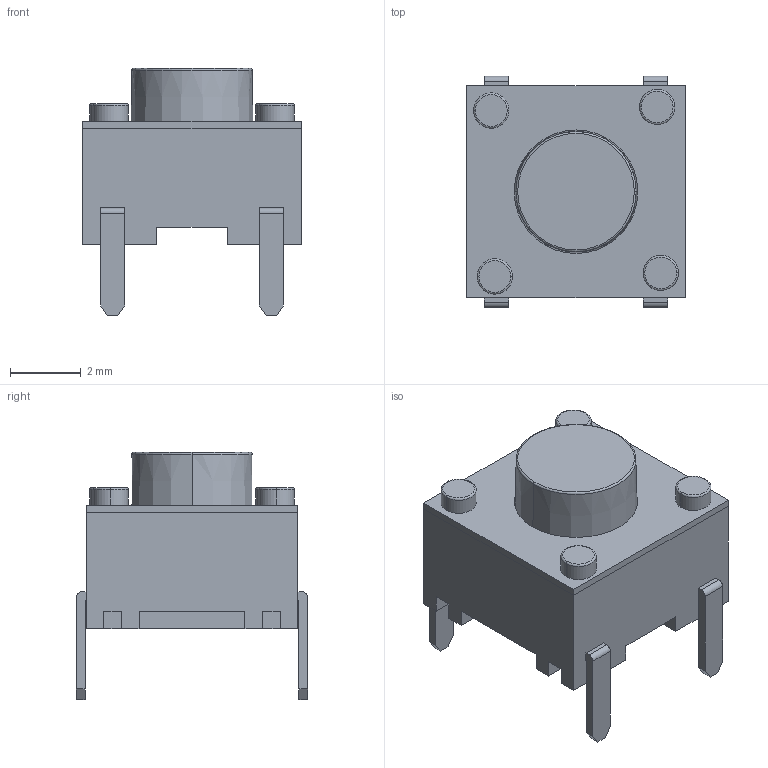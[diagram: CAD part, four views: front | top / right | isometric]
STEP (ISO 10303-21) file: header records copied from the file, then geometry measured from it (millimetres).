
FILE_DESCRIPTION (( 'STEP AP214' ), '1' );
FILE_NAME ('SW-QZ-6x6dip.STEP', '2009-08-01T16:45:11', ( 'kiwnliu' ), ( 'DS' ), 'SwSTEP 2.0', 'SolidWorks 2009', '' );
FILE_SCHEMA (( 'AUTOMOTIVE_DESIGN' ));
Length unit declared in the file: millimetre
Products named in the file (1): SW-QZ-6x6dip
Bounding box: 6.2 x 6.55 x 7 mm (x, y, z)
Volume: 137.5 mm3; surface area: 231.2 mm2
Topology: 1 solids, 1 shells, 106 faces, 268 edges, 174 vertices
Faces by surface type: plane 80, cylinder 14, torus 10, cone 2
Entity records: 4297 total; most frequent: CARTESIAN_POINT 549, ORIENTED_EDGE 536, DIRECTION 534, EDGE_CURVE 268, LINE 216, VECTOR 216, VERTEX_POINT 174, AXIS2_PLACEMENT_3D 159
